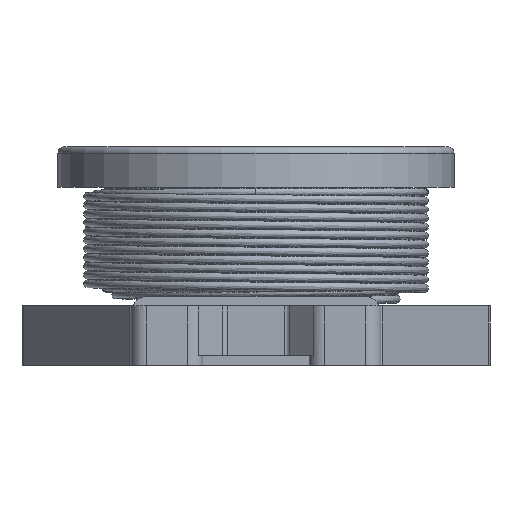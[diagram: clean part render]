
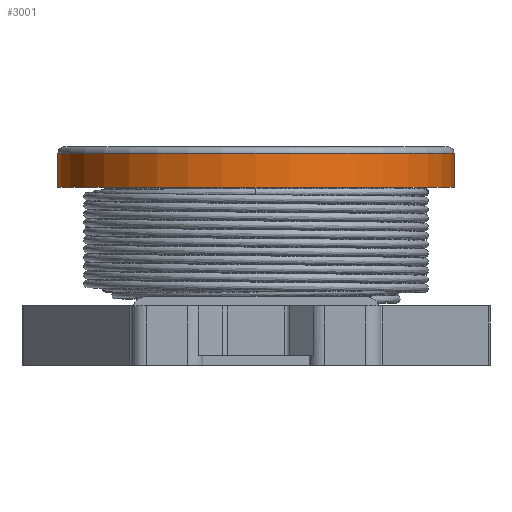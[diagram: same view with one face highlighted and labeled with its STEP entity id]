
A CAD part, left-side view. The second image highlights one B-rep face of the part: STEP entity #3001.
In plain terms, the highlighted cylindrical face has radius 6.35 mm (diameter 12.7 mm), a full revolution.
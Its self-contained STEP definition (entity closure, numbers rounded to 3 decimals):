
#121=CIRCLE('',#3231,6.35);
#164=CIRCLE('',#3309,6.35);
#211=CYLINDRICAL_SURFACE('',#3310,6.35);
#686=ORIENTED_EDGE('',*,*,#1207,.T.);
#687=ORIENTED_EDGE('',*,*,#1337,.F.);
#1207=EDGE_CURVE('',#1598,#1598,#121,.T.);
#1337=EDGE_CURVE('',#1683,#1683,#164,.T.);
#1598=VERTEX_POINT('',#8678);
#1683=VERTEX_POINT('',#8928);
#2493=EDGE_LOOP('',(#686));
#2494=EDGE_LOOP('',(#687));
#2705=FACE_BOUND('',#2493,.T.);
#2706=FACE_BOUND('',#2494,.T.);
#3001=ADVANCED_FACE('',(#2705,#2706),#211,.T.);
#3231=AXIS2_PLACEMENT_3D('',#8677,#3688,#3689);
#3309=AXIS2_PLACEMENT_3D('',#8927,#3931,#3932);
#3310=AXIS2_PLACEMENT_3D('',#8929,#3933,#3934);
#3688=DIRECTION('',(0.,0.,-1.));
#3689=DIRECTION('',(-1.,0.,0.));
#3931=DIRECTION('',(0.,0.,-1.));
#3932=DIRECTION('',(1.,0.,0.));
#3933=DIRECTION('',(0.,0.,-1.));
#3934=DIRECTION('',(1.,0.,0.));
#8677=CARTESIAN_POINT('',(0.,0.,6.8));
#8678=CARTESIAN_POINT('',(-6.35,0.,6.8));
#8927=CARTESIAN_POINT('',(0.,0.,5.7));
#8928=CARTESIAN_POINT('',(6.35,0.,5.7));
#8929=CARTESIAN_POINT('',(0.,0.,5.7));
